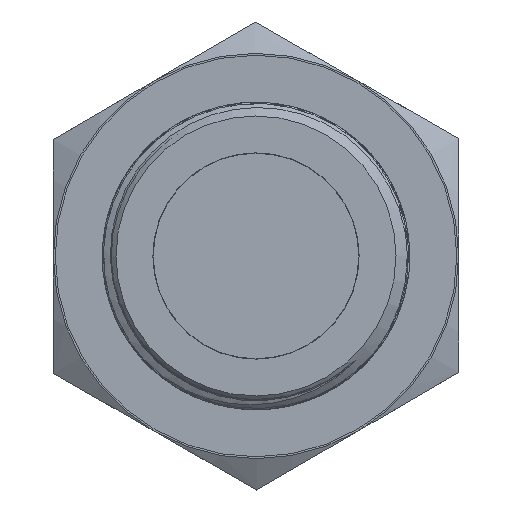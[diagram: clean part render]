
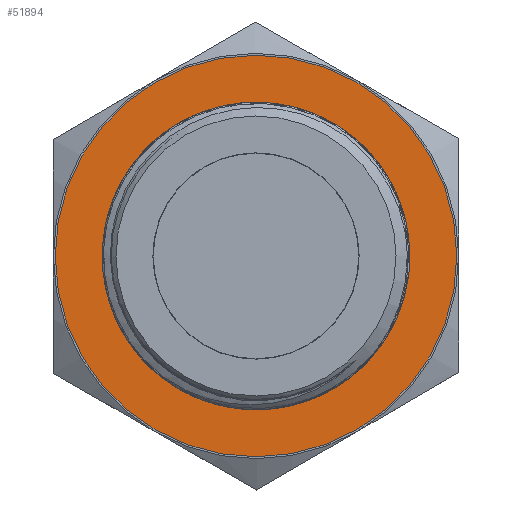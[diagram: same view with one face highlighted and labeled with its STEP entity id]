
A CAD part, left-side view. The second image highlights one B-rep face of the part: STEP entity #51894.
In plain terms, the highlighted planar face has unit normal (-1, 0, 0).
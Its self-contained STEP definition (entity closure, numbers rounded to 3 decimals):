
#1066=FACE_BOUND('',#8156,.T.);
#2970=PLANE('',#56202);
#5403=FACE_OUTER_BOUND('',#8155,.T.);
#8155=EDGE_LOOP('',(#47191));
#8156=EDGE_LOOP('',(#47192));
#9294=CIRCLE('',#56201,27.25);
#9295=CIRCLE('',#56203,19.);
#24641=VERTEX_POINT('',#105539);
#24642=VERTEX_POINT('',#105543);
#32263=EDGE_CURVE('',#24641,#24641,#9294,.T.);
#32264=EDGE_CURVE('',#24642,#24642,#9295,.T.);
#47191=ORIENTED_EDGE('',*,*,#32263,.F.);
#47192=ORIENTED_EDGE('',*,*,#32264,.T.);
#51894=ADVANCED_FACE('',(#5403,#1066),#2970,.T.);
#56201=AXIS2_PLACEMENT_3D('',#105541,#68121,#68122);
#56202=AXIS2_PLACEMENT_3D('',#105542,#68123,#68124);
#56203=AXIS2_PLACEMENT_3D('',#105544,#68125,#68126);
#68121=DIRECTION('center_axis',(1.,0.,0.));
#68122=DIRECTION('ref_axis',(0.,0.,-1.));
#68123=DIRECTION('center_axis',(-1.,0.,0.));
#68124=DIRECTION('ref_axis',(0.,0.,1.));
#68125=DIRECTION('center_axis',(1.,0.,0.));
#68126=DIRECTION('ref_axis',(0.,0.,-1.));
#105539=CARTESIAN_POINT('',(-45.1,-27.25,0.));
#105541=CARTESIAN_POINT('Origin',(-45.1,0.,0.));
#105542=CARTESIAN_POINT('Origin',(-45.1,27.25,0.));
#105543=CARTESIAN_POINT('',(-45.1,-19.,0.));
#105544=CARTESIAN_POINT('Origin',(-45.1,0.,0.));
